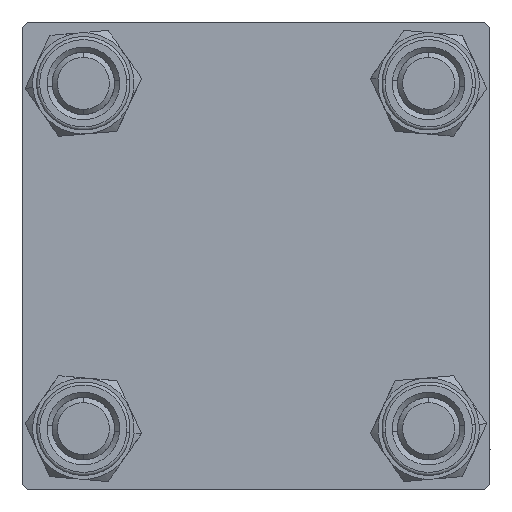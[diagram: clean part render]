
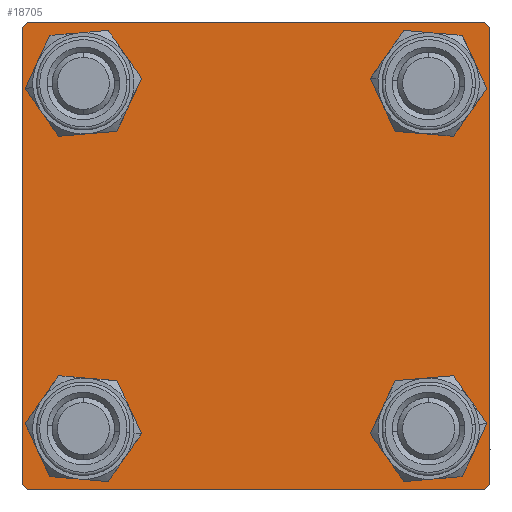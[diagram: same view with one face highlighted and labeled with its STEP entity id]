
A CAD part, left-side view. The second image highlights one B-rep face of the part: STEP entity #18705.
In plain terms, the highlighted planar face has unit normal (-1, 0, 0).
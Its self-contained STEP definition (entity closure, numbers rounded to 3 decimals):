
#419 = AXIS2_PLACEMENT_3D ( 'NONE', #19222, #44885, #5384 ) ;
#676 = DIRECTION ( 'NONE',  ( 1., 0., 0. ) ) ;
#761 = VECTOR ( 'NONE', #22264, 1000. ) ;
#942 = EDGE_CURVE ( 'NONE', #11547, #10295, #13914, .T. ) ;
#946 = DIRECTION ( 'NONE',  ( 1., 0., 0. ) ) ;
#1088 = VERTEX_POINT ( 'NONE', #56438 ) ;
#2005 = EDGE_CURVE ( 'NONE', #33498, #52524, #30609, .T. ) ;
#2121 = EDGE_CURVE ( 'NONE', #13461, #53714, #2638, .T. ) ;
#2638 = CIRCLE ( 'NONE', #21072, 3.5 ) ;
#3269 = DIRECTION ( 'NONE',  ( 0., 0.707, -0.707 ) ) ;
#3831 = EDGE_CURVE ( 'NONE', #33498, #48054, #12211, .T. ) ;
#4889 = EDGE_LOOP ( 'NONE', ( #19566, #9966 ) ) ;
#4892 = EDGE_CURVE ( 'NONE', #49060, #33049, #34484, .T. ) ;
#5073 = CARTESIAN_POINT ( 'NONE',  ( 0., -22.5, 22. ) ) ;
#5384 = DIRECTION ( 'NONE',  ( 0., 0., 1. ) ) ;
#5413 = CARTESIAN_POINT ( 'NONE',  ( 0., -22.5, -22. ) ) ;
#5453 = VERTEX_POINT ( 'NONE', #21879 ) ;
#5773 = DIRECTION ( 'NONE',  ( 0., 0., 1. ) ) ;
#5786 = CARTESIAN_POINT ( 'NONE',  ( 0., -16.6, -13.1 ) ) ;
#5959 = AXIS2_PLACEMENT_3D ( 'NONE', #43913, #946, #48515 ) ;
#6384 = CARTESIAN_POINT ( 'NONE',  ( 0., 22.5, 22.5 ) ) ;
#6402 = CARTESIAN_POINT ( 'NONE',  ( 0., 22., 22.5 ) ) ;
#6746 = VECTOR ( 'NONE', #14570, 1000. ) ;
#7299 = VECTOR ( 'NONE', #3269, 1000. ) ;
#7596 = CARTESIAN_POINT ( 'NONE',  ( 0., 22.25, 22.25 ) ) ;
#7660 = EDGE_LOOP ( 'NONE', ( #31125, #32574, #39967, #38942, #14142, #12820, #49031, #12645 ) ) ;
#8699 = CARTESIAN_POINT ( 'NONE',  ( 0., 0., 0. ) ) ;
#9966 = ORIENTED_EDGE ( 'NONE', *, *, #40815, .T. ) ;
#10295 = VERTEX_POINT ( 'NONE', #5413 ) ;
#10378 = VECTOR ( 'NONE', #10451, 1000. ) ;
#10451 = DIRECTION ( 'NONE',  ( 0., -0.707, -0.707 ) ) ;
#11012 = VECTOR ( 'NONE', #35062, 1000. ) ;
#11021 = LINE ( 'NONE', #19116, #10378 ) ;
#11520 = CIRCLE ( 'NONE', #18904, 3.5 ) ;
#11547 = VERTEX_POINT ( 'NONE', #5073 ) ;
#11994 = DIRECTION ( 'NONE',  ( 0., 0., 1. ) ) ;
#12181 = CARTESIAN_POINT ( 'NONE',  ( 0., 16.6, -13.1 ) ) ;
#12211 = LINE ( 'NONE', #7596, #7299 ) ;
#12573 = DIRECTION ( 'NONE',  ( 0., 0., 1. ) ) ;
#12645 = ORIENTED_EDGE ( 'NONE', *, *, #3831, .T. ) ;
#12695 = ORIENTED_EDGE ( 'NONE', *, *, #34087, .T. ) ;
#12820 = ORIENTED_EDGE ( 'NONE', *, *, #14263, .T. ) ;
#13333 = CARTESIAN_POINT ( 'NONE',  ( 0., 16.6, 13.1 ) ) ;
#13461 = VERTEX_POINT ( 'NONE', #12181 ) ;
#13736 = CARTESIAN_POINT ( 'NONE',  ( 0., -16.6, 20.1 ) ) ;
#13914 = LINE ( 'NONE', #53390, #761 ) ;
#14057 = VERTEX_POINT ( 'NONE', #13736 ) ;
#14103 = VERTEX_POINT ( 'NONE', #37900 ) ;
#14142 = ORIENTED_EDGE ( 'NONE', *, *, #942, .F. ) ;
#14263 = EDGE_CURVE ( 'NONE', #11547, #52524, #56302, .T. ) ;
#14570 = DIRECTION ( 'NONE',  ( 0., -0.707, 0.707 ) ) ;
#16139 = VERTEX_POINT ( 'NONE', #13333 ) ;
#16162 = DIRECTION ( 'NONE',  ( 0., 0., 1. ) ) ;
#16842 = CARTESIAN_POINT ( 'NONE',  ( 0., -22.25, 22.25 ) ) ;
#17182 = DIRECTION ( 'NONE',  ( 1., 0., 0. ) ) ;
#17358 = FACE_BOUND ( 'NONE', #35167, .T. ) ;
#17496 = CARTESIAN_POINT ( 'NONE',  ( 0., 22.5, -22.5 ) ) ;
#18705 = ADVANCED_FACE ( 'NONE', ( #17358, #38977, #30312, #53080, #56525 ), #43871, .T. ) ;
#18904 = AXIS2_PLACEMENT_3D ( 'NONE', #40180, #676, #32077 ) ;
#18965 = EDGE_LOOP ( 'NONE', ( #22051, #40214 ) ) ;
#19116 = CARTESIAN_POINT ( 'NONE',  ( 0., 22.25, -22.25 ) ) ;
#19222 = CARTESIAN_POINT ( 'NONE',  ( 0., -16.6, -16.6 ) ) ;
#19225 = CARTESIAN_POINT ( 'NONE',  ( 0., 16.6, -20.1 ) ) ;
#19256 = CARTESIAN_POINT ( 'NONE',  ( 0., 22.5, 22. ) ) ;
#19566 = ORIENTED_EDGE ( 'NONE', *, *, #20056, .T. ) ;
#19809 = EDGE_CURVE ( 'NONE', #1088, #49060, #11021, .T. ) ;
#20056 = EDGE_CURVE ( 'NONE', #56020, #16139, #36183, .T. ) ;
#21072 = AXIS2_PLACEMENT_3D ( 'NONE', #24234, #33729, #16162 ) ;
#21096 = DIRECTION ( 'NONE',  ( 0., 0., 1. ) ) ;
#21493 = ORIENTED_EDGE ( 'NONE', *, *, #32180, .T. ) ;
#21879 = CARTESIAN_POINT ( 'NONE',  ( 0., -16.6, -20.1 ) ) ;
#22051 = ORIENTED_EDGE ( 'NONE', *, *, #2121, .T. ) ;
#22121 = CARTESIAN_POINT ( 'NONE',  ( 0., 16.6, 20.1 ) ) ;
#22264 = DIRECTION ( 'NONE',  ( 0., 0., -1. ) ) ;
#23115 = DIRECTION ( 'NONE',  ( 0., -1., 0. ) ) ;
#24234 = CARTESIAN_POINT ( 'NONE',  ( 0., 16.6, -16.6 ) ) ;
#24941 = EDGE_CURVE ( 'NONE', #53714, #13461, #49953, .T. ) ;
#25090 = CARTESIAN_POINT ( 'NONE',  ( 0., -22., -22.5 ) ) ;
#25424 = DIRECTION ( 'NONE',  ( -1., 0., 0. ) ) ;
#25637 = CARTESIAN_POINT ( 'NONE',  ( 0., -22., 22.5 ) ) ;
#25849 = VECTOR ( 'NONE', #34414, 1000. ) ;
#27687 = CARTESIAN_POINT ( 'NONE',  ( 0., 16.6, 16.6 ) ) ;
#29565 = EDGE_CURVE ( 'NONE', #5453, #32420, #34472, .T. ) ;
#30005 = VECTOR ( 'NONE', #37875, 1000. ) ;
#30312 = FACE_BOUND ( 'NONE', #18965, .T. ) ;
#30609 = LINE ( 'NONE', #6384, #33905 ) ;
#30689 = CARTESIAN_POINT ( 'NONE',  ( 0., -16.6, 16.6 ) ) ;
#31125 = ORIENTED_EDGE ( 'NONE', *, *, #46606, .T. ) ;
#31875 = CARTESIAN_POINT ( 'NONE',  ( 0., 22., -22.5 ) ) ;
#32077 = DIRECTION ( 'NONE',  ( 0., 0., 1. ) ) ;
#32180 = EDGE_CURVE ( 'NONE', #14103, #14057, #11520, .T. ) ;
#32420 = VERTEX_POINT ( 'NONE', #5786 ) ;
#32574 = ORIENTED_EDGE ( 'NONE', *, *, #19809, .T. ) ;
#32704 = CARTESIAN_POINT ( 'NONE',  ( 0., -22.25, -22.25 ) ) ;
#33049 = VERTEX_POINT ( 'NONE', #25090 ) ;
#33498 = VERTEX_POINT ( 'NONE', #6402 ) ;
#33729 = DIRECTION ( 'NONE',  ( 1., 0., 0. ) ) ;
#33905 = VECTOR ( 'NONE', #23115, 1000. ) ;
#34087 = EDGE_CURVE ( 'NONE', #32420, #5453, #45636, .T. ) ;
#34414 = DIRECTION ( 'NONE',  ( 0., 0.707, 0.707 ) ) ;
#34472 = CIRCLE ( 'NONE', #419, 3.5 ) ;
#34484 = LINE ( 'NONE', #17496, #11012 ) ;
#34621 = CIRCLE ( 'NONE', #46599, 3.5 ) ;
#35062 = DIRECTION ( 'NONE',  ( 0., -1., 0. ) ) ;
#35167 = EDGE_LOOP ( 'NONE', ( #48730, #21493 ) ) ;
#36183 = CIRCLE ( 'NONE', #51804, 3.5 ) ;
#37236 = EDGE_CURVE ( 'NONE', #33049, #10295, #54038, .T. ) ;
#37875 = DIRECTION ( 'NONE',  ( 0., 0., -1. ) ) ;
#37900 = CARTESIAN_POINT ( 'NONE',  ( 0., -16.6, 13.1 ) ) ;
#38942 = ORIENTED_EDGE ( 'NONE', *, *, #37236, .T. ) ;
#38977 = FACE_BOUND ( 'NONE', #53999, .T. ) ;
#39850 = AXIS2_PLACEMENT_3D ( 'NONE', #42540, #46870, #11994 ) ;
#39967 = ORIENTED_EDGE ( 'NONE', *, *, #4892, .T. ) ;
#40005 = CIRCLE ( 'NONE', #5959, 3.5 ) ;
#40180 = CARTESIAN_POINT ( 'NONE',  ( 0., -16.6, 16.6 ) ) ;
#40214 = ORIENTED_EDGE ( 'NONE', *, *, #24941, .T. ) ;
#40815 = EDGE_CURVE ( 'NONE', #16139, #56020, #40005, .T. ) ;
#42540 = CARTESIAN_POINT ( 'NONE',  ( 0., 16.6, -16.6 ) ) ;
#42754 = CARTESIAN_POINT ( 'NONE',  ( 0., 22.5, 22.5 ) ) ;
#43391 = DIRECTION ( 'NONE',  ( 0., 0., 1. ) ) ;
#43871 = PLANE ( 'NONE',  #52673 ) ;
#43913 = CARTESIAN_POINT ( 'NONE',  ( 0., 16.6, 16.6 ) ) ;
#44885 = DIRECTION ( 'NONE',  ( 1., 0., 0. ) ) ;
#45266 = DIRECTION ( 'NONE',  ( 1., 0., 0. ) ) ;
#45636 = CIRCLE ( 'NONE', #52991, 3.5 ) ;
#46599 = AXIS2_PLACEMENT_3D ( 'NONE', #30689, #52595, #43391 ) ;
#46606 = EDGE_CURVE ( 'NONE', #48054, #1088, #47650, .T. ) ;
#46870 = DIRECTION ( 'NONE',  ( 1., 0., 0. ) ) ;
#47650 = LINE ( 'NONE', #42754, #30005 ) ;
#48054 = VERTEX_POINT ( 'NONE', #19256 ) ;
#48515 = DIRECTION ( 'NONE',  ( 0., 0., 1. ) ) ;
#48730 = ORIENTED_EDGE ( 'NONE', *, *, #50977, .T. ) ;
#49031 = ORIENTED_EDGE ( 'NONE', *, *, #2005, .F. ) ;
#49060 = VERTEX_POINT ( 'NONE', #31875 ) ;
#49953 = CIRCLE ( 'NONE', #39850, 3.5 ) ;
#50977 = EDGE_CURVE ( 'NONE', #14057, #14103, #34621, .T. ) ;
#51804 = AXIS2_PLACEMENT_3D ( 'NONE', #27687, #45266, #5773 ) ;
#52045 = CARTESIAN_POINT ( 'NONE',  ( 0., -16.6, -16.6 ) ) ;
#52524 = VERTEX_POINT ( 'NONE', #25637 ) ;
#52595 = DIRECTION ( 'NONE',  ( 1., 0., 0. ) ) ;
#52673 = AXIS2_PLACEMENT_3D ( 'NONE', #8699, #25424, #21096 ) ;
#52991 = AXIS2_PLACEMENT_3D ( 'NONE', #52045, #17182, #12573 ) ;
#53080 = FACE_BOUND ( 'NONE', #4889, .T. ) ;
#53390 = CARTESIAN_POINT ( 'NONE',  ( 0., -22.5, 22.5 ) ) ;
#53714 = VERTEX_POINT ( 'NONE', #19225 ) ;
#53999 = EDGE_LOOP ( 'NONE', ( #12695, #54148 ) ) ;
#54038 = LINE ( 'NONE', #32704, #6746 ) ;
#54148 = ORIENTED_EDGE ( 'NONE', *, *, #29565, .T. ) ;
#56020 = VERTEX_POINT ( 'NONE', #22121 ) ;
#56302 = LINE ( 'NONE', #16842, #25849 ) ;
#56438 = CARTESIAN_POINT ( 'NONE',  ( 0., 22.5, -22. ) ) ;
#56525 = FACE_OUTER_BOUND ( 'NONE', #7660, .T. ) ;
